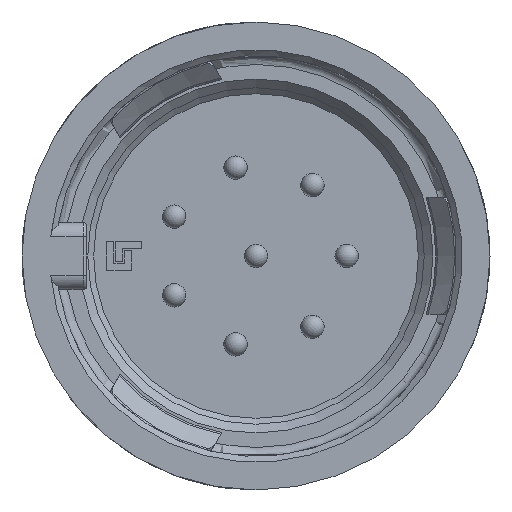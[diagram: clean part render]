
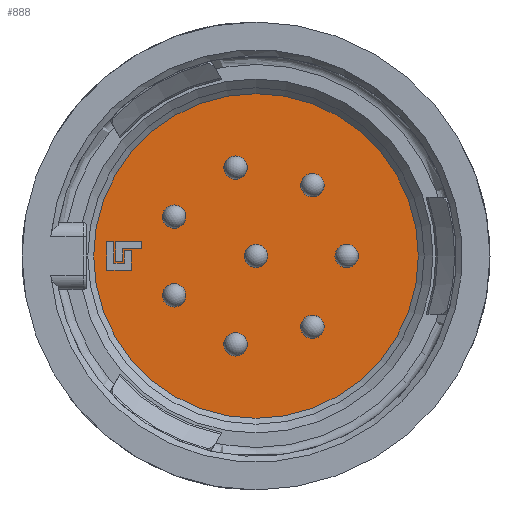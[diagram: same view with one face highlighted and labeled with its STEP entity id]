
A CAD part, left-side view. The second image highlights one B-rep face of the part: STEP entity #888.
In plain terms, the highlighted planar face has unit normal (-1, 0, 0).
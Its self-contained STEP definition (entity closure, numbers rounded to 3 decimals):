
#212=FACE_BOUND('',#1572,.T.);
#213=FACE_BOUND('',#1573,.T.);
#214=FACE_BOUND('',#1574,.T.);
#215=FACE_BOUND('',#1575,.T.);
#216=FACE_BOUND('',#1576,.T.);
#217=FACE_BOUND('',#1577,.T.);
#218=FACE_BOUND('',#1578,.T.);
#219=FACE_BOUND('',#1579,.T.);
#220=FACE_BOUND('',#1580,.T.);
#221=FACE_BOUND('',#1581,.T.);
#222=FACE_BOUND('',#1582,.T.);
#355=PLANE('',#5490);
#888=ADVANCED_FACE('',(#212,#213,#214,#215,#216,#217,#218,#219,#220,#221,
#222),#355,.T.);
#1572=EDGE_LOOP('',(#2865));
#1573=EDGE_LOOP('',(#2866,#2867,#2868,#2869,#2870,#2871,#2872,#2873));
#1574=EDGE_LOOP('',(#2874,#2875,#2876,#2877,#2878,#2879));
#1575=EDGE_LOOP('',(#2880));
#1576=EDGE_LOOP('',(#2881));
#1577=EDGE_LOOP('',(#2882));
#1578=EDGE_LOOP('',(#2883));
#1579=EDGE_LOOP('',(#2884));
#1580=EDGE_LOOP('',(#2885));
#1581=EDGE_LOOP('',(#2886));
#1582=EDGE_LOOP('',(#2887));
#1866=CIRCLE('',#5325,5.55);
#1929=CIRCLE('',#5482,0.4);
#1930=CIRCLE('',#5483,0.4);
#1931=CIRCLE('',#5484,0.4);
#1932=CIRCLE('',#5485,0.4);
#1933=CIRCLE('',#5486,0.4);
#1934=CIRCLE('',#5487,0.4);
#1935=CIRCLE('',#5488,0.4);
#1936=CIRCLE('',#5489,0.4);
#2865=ORIENTED_EDGE('',*,*,#4342,.F.);
#2866=ORIENTED_EDGE('',*,*,#4337,.T.);
#2867=ORIENTED_EDGE('',*,*,#4340,.T.);
#2868=ORIENTED_EDGE('',*,*,#4318,.T.);
#2869=ORIENTED_EDGE('',*,*,#4322,.T.);
#2870=ORIENTED_EDGE('',*,*,#4325,.T.);
#2871=ORIENTED_EDGE('',*,*,#4328,.T.);
#2872=ORIENTED_EDGE('',*,*,#4331,.T.);
#2873=ORIENTED_EDGE('',*,*,#4334,.T.);
#2874=ORIENTED_EDGE('',*,*,#4343,.T.);
#2875=ORIENTED_EDGE('',*,*,#4344,.T.);
#2876=ORIENTED_EDGE('',*,*,#4345,.T.);
#2877=ORIENTED_EDGE('',*,*,#4346,.T.);
#2878=ORIENTED_EDGE('',*,*,#4347,.T.);
#2879=ORIENTED_EDGE('',*,*,#4348,.T.);
#2880=ORIENTED_EDGE('',*,*,#4349,.F.);
#2881=ORIENTED_EDGE('',*,*,#4350,.F.);
#2882=ORIENTED_EDGE('',*,*,#4351,.F.);
#2883=ORIENTED_EDGE('',*,*,#4352,.F.);
#2884=ORIENTED_EDGE('',*,*,#4353,.F.);
#2885=ORIENTED_EDGE('',*,*,#4354,.F.);
#2886=ORIENTED_EDGE('',*,*,#4355,.F.);
#2887=ORIENTED_EDGE('',*,*,#4207,.T.);
#3667=VERTEX_POINT('',#8366);
#3682=VERTEX_POINT('',#9243);
#3683=VERTEX_POINT('',#9244);
#3686=VERTEX_POINT('',#9252);
#3688=VERTEX_POINT('',#9258);
#3690=VERTEX_POINT('',#9264);
#3692=VERTEX_POINT('',#9270);
#3694=VERTEX_POINT('',#9276);
#3696=VERTEX_POINT('',#9282);
#3698=VERTEX_POINT('',#9292);
#3699=VERTEX_POINT('',#9294);
#3700=VERTEX_POINT('',#9295);
#3701=VERTEX_POINT('',#9297);
#3702=VERTEX_POINT('',#9299);
#3703=VERTEX_POINT('',#9301);
#3704=VERTEX_POINT('',#9303);
#3705=VERTEX_POINT('',#9306);
#3706=VERTEX_POINT('',#9308);
#3707=VERTEX_POINT('',#9310);
#3708=VERTEX_POINT('',#9312);
#3709=VERTEX_POINT('',#9314);
#3710=VERTEX_POINT('',#9316);
#3711=VERTEX_POINT('',#9318);
#4207=EDGE_CURVE('',#3667,#3667,#1866,.T.);
#4318=EDGE_CURVE('',#3682,#3683,#4743,.T.);
#4322=EDGE_CURVE('',#3683,#3686,#4747,.T.);
#4325=EDGE_CURVE('',#3686,#3688,#4750,.T.);
#4328=EDGE_CURVE('',#3688,#3690,#4753,.T.);
#4331=EDGE_CURVE('',#3690,#3692,#4756,.T.);
#4334=EDGE_CURVE('',#3692,#3694,#4759,.T.);
#4337=EDGE_CURVE('',#3694,#3696,#4762,.T.);
#4340=EDGE_CURVE('',#3696,#3682,#4765,.T.);
#4342=EDGE_CURVE('',#3698,#3698,#1929,.T.);
#4343=EDGE_CURVE('',#3699,#3700,#4767,.T.);
#4344=EDGE_CURVE('',#3700,#3701,#4768,.T.);
#4345=EDGE_CURVE('',#3701,#3702,#4769,.T.);
#4346=EDGE_CURVE('',#3702,#3703,#4770,.T.);
#4347=EDGE_CURVE('',#3703,#3704,#4771,.T.);
#4348=EDGE_CURVE('',#3704,#3699,#4772,.T.);
#4349=EDGE_CURVE('',#3705,#3705,#1930,.T.);
#4350=EDGE_CURVE('',#3706,#3706,#1931,.T.);
#4351=EDGE_CURVE('',#3707,#3707,#1932,.T.);
#4352=EDGE_CURVE('',#3708,#3708,#1933,.T.);
#4353=EDGE_CURVE('',#3709,#3709,#1934,.T.);
#4354=EDGE_CURVE('',#3710,#3710,#1935,.T.);
#4355=EDGE_CURVE('',#3711,#3711,#1936,.T.);
#4743=LINE('',#9242,#4988);
#4747=LINE('',#9251,#4992);
#4750=LINE('',#9257,#4995);
#4753=LINE('',#9263,#4998);
#4756=LINE('',#9269,#5001);
#4759=LINE('',#9275,#5004);
#4762=LINE('',#9281,#5007);
#4765=LINE('',#9287,#5010);
#4767=LINE('',#9293,#5012);
#4768=LINE('',#9296,#5013);
#4769=LINE('',#9298,#5014);
#4770=LINE('',#9300,#5015);
#4771=LINE('',#9302,#5016);
#4772=LINE('',#9304,#5017);
#4988=VECTOR('',#6392,1.);
#4992=VECTOR('',#6398,1.);
#4995=VECTOR('',#6403,1.);
#4998=VECTOR('',#6408,1.);
#5001=VECTOR('',#6413,1.);
#5004=VECTOR('',#6418,1.);
#5007=VECTOR('',#6423,1.);
#5010=VECTOR('',#6428,1.);
#5012=VECTOR('',#6436,1.);
#5013=VECTOR('',#6437,1.);
#5014=VECTOR('',#6438,1.);
#5015=VECTOR('',#6439,1.);
#5016=VECTOR('',#6440,1.);
#5017=VECTOR('',#6441,1.);
#5325=AXIS2_PLACEMENT_3D('',#8365,#6081,#6082);
#5482=AXIS2_PLACEMENT_3D('',#9291,#6434,#6435);
#5483=AXIS2_PLACEMENT_3D('',#9305,#6442,#6443);
#5484=AXIS2_PLACEMENT_3D('',#9307,#6444,#6445);
#5485=AXIS2_PLACEMENT_3D('',#9309,#6446,#6447);
#5486=AXIS2_PLACEMENT_3D('',#9311,#6448,#6449);
#5487=AXIS2_PLACEMENT_3D('',#9313,#6450,#6451);
#5488=AXIS2_PLACEMENT_3D('',#9315,#6452,#6453);
#5489=AXIS2_PLACEMENT_3D('',#9317,#6454,#6455);
#5490=AXIS2_PLACEMENT_3D('',#9319,#6456,#6457);
#6081=DIRECTION('',(-1.,0.,0.));
#6082=DIRECTION('',(0.,0.,-1.));
#6392=DIRECTION('',(0.,0.,1.));
#6398=DIRECTION('',(0.,-1.,0.));
#6403=DIRECTION('',(0.,0.,-1.));
#6408=DIRECTION('',(0.,-1.,0.));
#6413=DIRECTION('',(0.,0.,1.));
#6418=DIRECTION('',(0.,-1.,0.));
#6423=DIRECTION('',(0.,0.,-1.));
#6428=DIRECTION('',(0.,1.,0.));
#6434=DIRECTION('',(-1.,0.,0.));
#6435=DIRECTION('',(0.,0.,1.));
#6436=DIRECTION('',(0.,1.,0.));
#6437=DIRECTION('',(0.,0.,1.));
#6438=DIRECTION('',(0.,-1.,0.));
#6439=DIRECTION('',(0.,0.,-1.));
#6440=DIRECTION('',(0.,1.,0.));
#6441=DIRECTION('',(0.,0.,-1.));
#6442=DIRECTION('',(-1.,0.,0.));
#6443=DIRECTION('',(0.,0.,1.));
#6444=DIRECTION('',(-1.,0.,0.));
#6445=DIRECTION('',(0.,0.,1.));
#6446=DIRECTION('',(-1.,0.,0.));
#6447=DIRECTION('',(0.,0.,1.));
#6448=DIRECTION('',(-1.,0.,0.));
#6449=DIRECTION('',(0.,0.,1.));
#6450=DIRECTION('',(-1.,0.,0.));
#6451=DIRECTION('',(0.,0.,1.));
#6452=DIRECTION('',(-1.,0.,0.));
#6453=DIRECTION('',(0.,0.,1.));
#6454=DIRECTION('',(-1.,0.,0.));
#6455=DIRECTION('',(0.,0.,1.));
#6456=DIRECTION('',(-1.,0.,0.));
#6457=DIRECTION('',(0.,0.,1.));
#8365=CARTESIAN_POINT('',(10.4,0.,0.));
#8366=CARTESIAN_POINT('',(10.4,0.,-5.55));
#9242=CARTESIAN_POINT('',(10.4,5.1,-0.49));
#9243=CARTESIAN_POINT('',(10.4,5.1,-0.49));
#9244=CARTESIAN_POINT('',(10.4,5.1,0.49));
#9251=CARTESIAN_POINT('',(10.4,5.1,0.49));
#9252=CARTESIAN_POINT('',(10.4,4.86,0.49));
#9257=CARTESIAN_POINT('',(10.4,4.86,0.49));
#9258=CARTESIAN_POINT('',(10.4,4.86,-0.25));
#9263=CARTESIAN_POINT('',(10.4,4.86,-0.25));
#9264=CARTESIAN_POINT('',(10.4,4.5,-0.25));
#9269=CARTESIAN_POINT('',(10.4,4.5,-0.25));
#9270=CARTESIAN_POINT('',(10.4,4.5,0.19));
#9275=CARTESIAN_POINT('',(10.4,4.5,0.19));
#9276=CARTESIAN_POINT('',(10.4,4.26,0.19));
#9281=CARTESIAN_POINT('',(10.4,4.26,0.19));
#9282=CARTESIAN_POINT('',(10.4,4.26,-0.49));
#9287=CARTESIAN_POINT('',(10.4,4.26,-0.49));
#9291=CARTESIAN_POINT('',(10.4,0.,0.));
#9292=CARTESIAN_POINT('',(10.4,0.,0.4));
#9293=CARTESIAN_POINT('',(10.4,4.56,-0.19));
#9294=CARTESIAN_POINT('',(10.4,4.56,-0.19));
#9295=CARTESIAN_POINT('',(10.4,4.8,-0.19));
#9296=CARTESIAN_POINT('',(10.4,4.8,-0.19));
#9297=CARTESIAN_POINT('',(10.4,4.8,0.49));
#9298=CARTESIAN_POINT('',(10.4,4.8,0.49));
#9299=CARTESIAN_POINT('',(10.4,3.9,0.49));
#9300=CARTESIAN_POINT('',(10.4,3.9,0.49));
#9301=CARTESIAN_POINT('',(10.4,3.9,0.25));
#9302=CARTESIAN_POINT('',(10.4,3.9,0.25));
#9303=CARTESIAN_POINT('',(10.4,4.56,0.25));
#9304=CARTESIAN_POINT('',(10.4,4.56,0.25));
#9305=CARTESIAN_POINT('',(10.4,-3.1,0.));
#9306=CARTESIAN_POINT('',(10.4,-3.1,0.4));
#9307=CARTESIAN_POINT('',(10.4,-1.93,2.425));
#9308=CARTESIAN_POINT('',(10.4,-1.93,2.825));
#9309=CARTESIAN_POINT('',(10.4,0.7,3.02));
#9310=CARTESIAN_POINT('',(10.4,0.7,3.42));
#9311=CARTESIAN_POINT('',(10.4,2.8,1.345));
#9312=CARTESIAN_POINT('',(10.4,2.8,1.745));
#9313=CARTESIAN_POINT('',(10.4,-1.93,-2.425));
#9314=CARTESIAN_POINT('',(10.4,-1.93,-2.025));
#9315=CARTESIAN_POINT('',(10.4,0.7,-3.02));
#9316=CARTESIAN_POINT('',(10.4,0.7,-2.62));
#9317=CARTESIAN_POINT('',(10.4,2.8,-1.345));
#9318=CARTESIAN_POINT('',(10.4,2.8,-0.945));
#9319=CARTESIAN_POINT('',(10.4,0.,0.));
